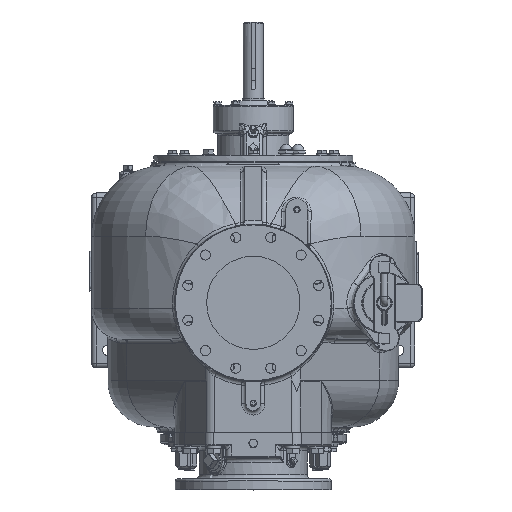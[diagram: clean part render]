
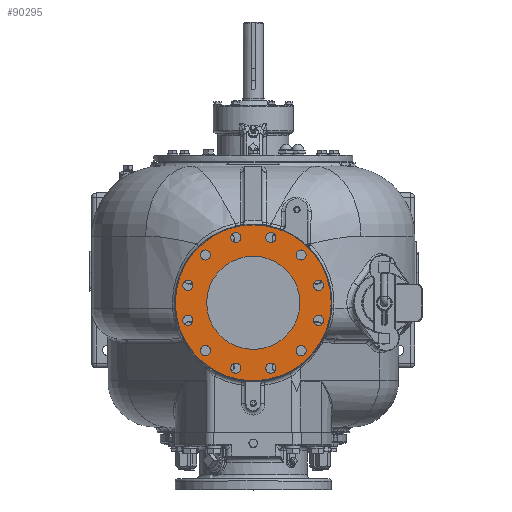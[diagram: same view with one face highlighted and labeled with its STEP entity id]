
A CAD part, top view. The second image highlights one B-rep face of the part: STEP entity #90295.
In plain terms, the highlighted planar face has unit normal (0, 0, 1).
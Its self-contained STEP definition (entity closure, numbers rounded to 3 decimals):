
#27935=ORIENTED_EDGE('',*,*,#38249,.F.);
#27936=ORIENTED_EDGE('',*,*,#38250,.F.);
#27937=ORIENTED_EDGE('',*,*,#38251,.F.);
#27938=ORIENTED_EDGE('',*,*,#38252,.F.);
#27939=ORIENTED_EDGE('',*,*,#38253,.F.);
#27940=ORIENTED_EDGE('',*,*,#38254,.F.);
#27941=ORIENTED_EDGE('',*,*,#38255,.F.);
#27942=ORIENTED_EDGE('',*,*,#38256,.F.);
#27943=ORIENTED_EDGE('',*,*,#38257,.F.);
#27944=ORIENTED_EDGE('',*,*,#38258,.F.);
#27945=ORIENTED_EDGE('',*,*,#38259,.F.);
#27946=ORIENTED_EDGE('',*,*,#38260,.F.);
#27947=ORIENTED_EDGE('',*,*,#38264,.T.);
#27948=ORIENTED_EDGE('',*,*,#38265,.F.);
#38249=EDGE_CURVE('',#44362,#44362,#47863,.T.);
#38250=EDGE_CURVE('',#44363,#44363,#47864,.T.);
#38251=EDGE_CURVE('',#44364,#44364,#47865,.T.);
#38252=EDGE_CURVE('',#44365,#44365,#47866,.T.);
#38253=EDGE_CURVE('',#44366,#44366,#47867,.T.);
#38254=EDGE_CURVE('',#44367,#44367,#47868,.T.);
#38255=EDGE_CURVE('',#44368,#44368,#47869,.T.);
#38256=EDGE_CURVE('',#44369,#44369,#47870,.T.);
#38257=EDGE_CURVE('',#44370,#44370,#47871,.T.);
#38258=EDGE_CURVE('',#44371,#44371,#47872,.T.);
#38259=EDGE_CURVE('',#44372,#44372,#47873,.T.);
#38260=EDGE_CURVE('',#44373,#44373,#47874,.T.);
#38264=EDGE_CURVE('',#44377,#44377,#47878,.T.);
#38265=EDGE_CURVE('',#44378,#44378,#47879,.T.);
#44362=VERTEX_POINT('',#148066);
#44363=VERTEX_POINT('',#148069);
#44364=VERTEX_POINT('',#148072);
#44365=VERTEX_POINT('',#148075);
#44366=VERTEX_POINT('',#148078);
#44367=VERTEX_POINT('',#148081);
#44368=VERTEX_POINT('',#148084);
#44369=VERTEX_POINT('',#148087);
#44370=VERTEX_POINT('',#148090);
#44371=VERTEX_POINT('',#148093);
#44372=VERTEX_POINT('',#148096);
#44373=VERTEX_POINT('',#148099);
#44377=VERTEX_POINT('',#148111);
#44378=VERTEX_POINT('',#148113);
#47863=CIRCLE('',#96819,11.);
#47864=CIRCLE('',#96821,11.);
#47865=CIRCLE('',#96823,11.);
#47866=CIRCLE('',#96825,11.);
#47867=CIRCLE('',#96827,11.);
#47868=CIRCLE('',#96829,11.);
#47869=CIRCLE('',#96831,11.);
#47870=CIRCLE('',#96833,11.);
#47871=CIRCLE('',#96835,11.);
#47872=CIRCLE('',#96837,11.);
#47873=CIRCLE('',#96839,11.);
#47874=CIRCLE('',#96841,11.);
#47878=CIRCLE('',#96849,101.6);
#47879=CIRCLE('',#96850,170.053);
#52202=EDGE_LOOP('',(#27935));
#52203=EDGE_LOOP('',(#27936));
#52204=EDGE_LOOP('',(#27937));
#52205=EDGE_LOOP('',(#27938));
#52206=EDGE_LOOP('',(#27939));
#52207=EDGE_LOOP('',(#27940));
#52208=EDGE_LOOP('',(#27941));
#52209=EDGE_LOOP('',(#27942));
#52210=EDGE_LOOP('',(#27943));
#52211=EDGE_LOOP('',(#27944));
#52212=EDGE_LOOP('',(#27945));
#52213=EDGE_LOOP('',(#27946));
#52214=EDGE_LOOP('',(#27947));
#52215=EDGE_LOOP('',(#27948));
#56784=FACE_BOUND('',#52202,.T.);
#56785=FACE_BOUND('',#52203,.T.);
#56786=FACE_BOUND('',#52204,.T.);
#56787=FACE_BOUND('',#52205,.T.);
#56788=FACE_BOUND('',#52206,.T.);
#56789=FACE_BOUND('',#52207,.T.);
#56790=FACE_BOUND('',#52208,.T.);
#56791=FACE_BOUND('',#52209,.T.);
#56792=FACE_BOUND('',#52210,.T.);
#56793=FACE_BOUND('',#52211,.T.);
#56794=FACE_BOUND('',#52212,.T.);
#56795=FACE_BOUND('',#52213,.T.);
#56796=FACE_BOUND('',#52214,.T.);
#56797=FACE_BOUND('',#52215,.T.);
#59136=PLANE('',#96848);
#90295=ADVANCED_FACE('',(#56784,#56785,#56786,#56787,#56788,#56789,#56790,
#56791,#56792,#56793,#56794,#56795,#56796,#56797),#59136,.T.);
#96819=AXIS2_PLACEMENT_3D('',#148065,#113617,#113618);
#96821=AXIS2_PLACEMENT_3D('',#148068,#113621,#113622);
#96823=AXIS2_PLACEMENT_3D('',#148071,#113625,#113626);
#96825=AXIS2_PLACEMENT_3D('',#148074,#113629,#113630);
#96827=AXIS2_PLACEMENT_3D('',#148077,#113633,#113634);
#96829=AXIS2_PLACEMENT_3D('',#148080,#113637,#113638);
#96831=AXIS2_PLACEMENT_3D('',#148083,#113641,#113642);
#96833=AXIS2_PLACEMENT_3D('',#148086,#113645,#113646);
#96835=AXIS2_PLACEMENT_3D('',#148089,#113649,#113650);
#96837=AXIS2_PLACEMENT_3D('',#148092,#113653,#113654);
#96839=AXIS2_PLACEMENT_3D('',#148095,#113657,#113658);
#96841=AXIS2_PLACEMENT_3D('',#148098,#113661,#113662);
#96848=AXIS2_PLACEMENT_3D('',#148109,#113675,#113676);
#96849=AXIS2_PLACEMENT_3D('',#148110,#113677,#113678);
#96850=AXIS2_PLACEMENT_3D('',#148112,#113679,#113680);
#113617=DIRECTION('',(0.,0.,1.));
#113618=DIRECTION('',(-0.866,0.5,0.));
#113621=DIRECTION('',(0.,0.,1.));
#113622=DIRECTION('',(-0.5,0.866,0.));
#113625=DIRECTION('',(0.,0.,1.));
#113626=DIRECTION('',(0.,1.,0.));
#113629=DIRECTION('',(0.,0.,1.));
#113630=DIRECTION('',(0.5,0.866,0.));
#113633=DIRECTION('',(0.,0.,1.));
#113634=DIRECTION('',(0.866,0.5,0.));
#113637=DIRECTION('',(0.,0.,1.));
#113638=DIRECTION('',(1.,0.,0.));
#113641=DIRECTION('',(0.,0.,1.));
#113642=DIRECTION('',(0.866,-0.5,0.));
#113645=DIRECTION('',(0.,0.,1.));
#113646=DIRECTION('',(0.5,-0.866,0.));
#113649=DIRECTION('',(0.,0.,1.));
#113650=DIRECTION('',(0.,-1.,0.));
#113653=DIRECTION('',(0.,0.,1.));
#113654=DIRECTION('',(-0.5,-0.866,0.));
#113657=DIRECTION('',(0.,0.,1.));
#113658=DIRECTION('',(-0.866,-0.5,0.));
#113661=DIRECTION('',(0.,0.,1.));
#113662=DIRECTION('',(-1.,0.,0.));
#113675=DIRECTION('',(0.,0.,1.));
#113676=DIRECTION('',(-1.,0.,0.));
#113677=DIRECTION('',(0.,0.,-1.));
#113678=DIRECTION('',(1.,0.,0.));
#113679=DIRECTION('',(0.,0.,-1.));
#113680=DIRECTION('',(1.,0.,0.));
#148065=CARTESIAN_POINT('',(-142.474,38.176,732.942));
#148066=CARTESIAN_POINT('',(-152.,43.676,732.942));
#148068=CARTESIAN_POINT('',(-104.298,104.298,732.942));
#148069=CARTESIAN_POINT('',(-109.798,113.825,732.942));
#148071=CARTESIAN_POINT('',(-38.176,142.474,732.942));
#148072=CARTESIAN_POINT('',(-38.176,153.474,732.942));
#148074=CARTESIAN_POINT('',(38.176,142.474,732.942));
#148075=CARTESIAN_POINT('',(43.676,152.,732.942));
#148077=CARTESIAN_POINT('',(104.298,104.298,732.942));
#148078=CARTESIAN_POINT('',(113.825,109.798,732.942));
#148080=CARTESIAN_POINT('',(142.474,38.176,732.942));
#148081=CARTESIAN_POINT('',(153.474,38.176,732.942));
#148083=CARTESIAN_POINT('',(142.474,-38.176,732.942));
#148084=CARTESIAN_POINT('',(152.,-43.676,732.942));
#148086=CARTESIAN_POINT('',(104.298,-104.298,732.942));
#148087=CARTESIAN_POINT('',(109.798,-113.825,732.942));
#148089=CARTESIAN_POINT('',(38.176,-142.474,732.942));
#148090=CARTESIAN_POINT('',(38.176,-153.474,732.942));
#148092=CARTESIAN_POINT('',(-38.176,-142.474,732.942));
#148093=CARTESIAN_POINT('',(-43.676,-152.,732.942));
#148095=CARTESIAN_POINT('',(-104.298,-104.298,732.942));
#148096=CARTESIAN_POINT('',(-113.825,-109.798,732.942));
#148098=CARTESIAN_POINT('',(-142.474,-38.176,732.942));
#148099=CARTESIAN_POINT('',(-153.474,-38.176,732.942));
#148109=CARTESIAN_POINT('',(0.,-170.053,732.942));
#148110=CARTESIAN_POINT('',(0.,0.,
732.942));
#148111=CARTESIAN_POINT('',(101.6,0.,732.942));
#148112=CARTESIAN_POINT('',(0.,0.,
732.942));
#148113=CARTESIAN_POINT('',(170.053,0.,732.942));
